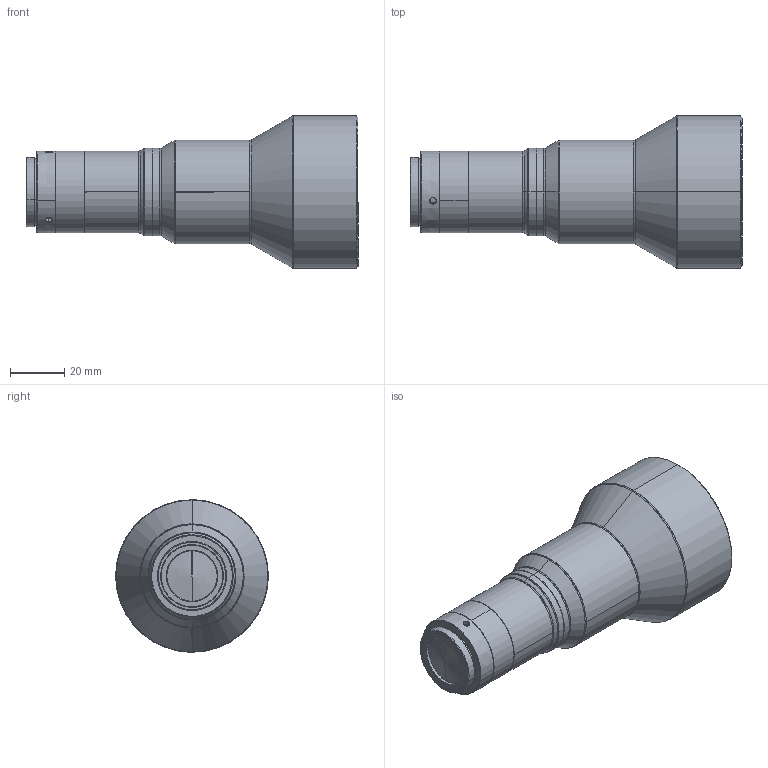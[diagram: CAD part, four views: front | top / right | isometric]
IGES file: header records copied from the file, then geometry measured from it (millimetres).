
Start section: SolidWorks IGES file using analytic representation for surfaces
Global section: file name: WWK03-110-230.IGS; native system: SolidWorks 2017; preprocessor: SolidWorks 2017; author: luosh; date: 190604.105313; units: millimetre
Bounding box: 121.9 x 56 x 56 mm (x, y, z)
Surface area: 19014.2 mm2 (no closed solid volume)
Topology: 0 solids, 0 shells, 86 faces, 1396 edges, 1392 vertices
Faces by surface type: revolution 66, bspline 20
